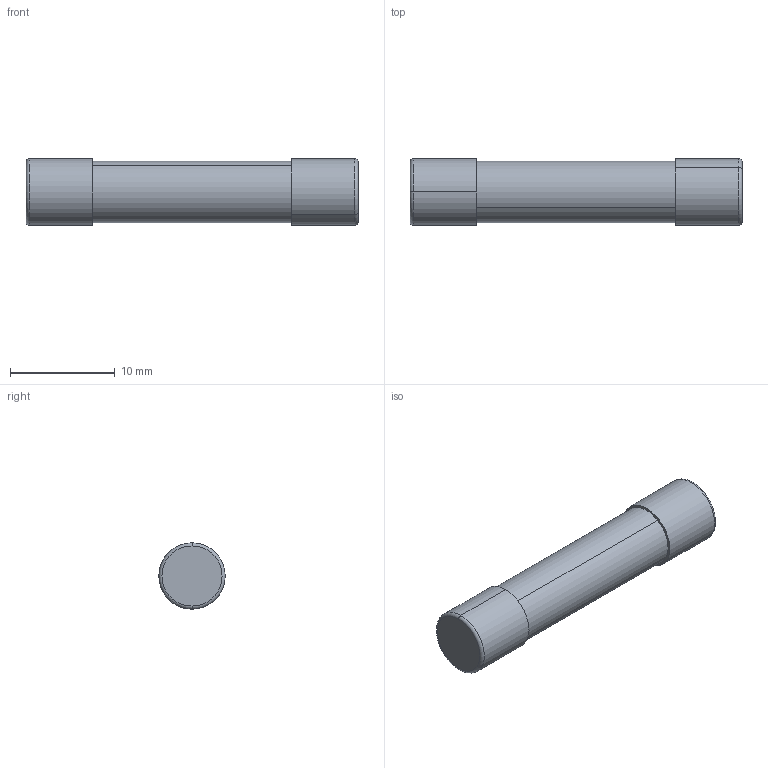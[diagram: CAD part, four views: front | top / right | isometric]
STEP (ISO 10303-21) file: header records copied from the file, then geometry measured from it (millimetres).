
FILE_DESCRIPTION (( 'STEP AP214' ), '1' );
FILE_NAME ('User Library-Fuse-2.STEP', '2021-08-18T11:10:23', ( '' ), ( '' ), 'SwSTEP 2.0', 'SolidWorks 2021', '' );
FILE_SCHEMA (( 'AUTOMOTIVE_DESIGN' ));
Length unit declared in the file: metre
Products named in the file (4): tube; cap; inners; User Library-Fuse-2
Assembly tree (4 placements, depth 2):
  User Library-Fuse-2
    cap  x2
    tube
    inners
Bounding box: 31.76 x 6.35 x 6.35 mm (x, y, z)
Volume: 244.1 mm3; surface area: 1945 mm2
Topology: 5 solids, 5 shells, 32 faces, 56 edges, 36 vertices
Faces by surface type: cylinder 14, plane 12, torus 4, bspline 2
Entity records: 6867 total; most frequent: CARTESIAN_POINT 6236, DIRECTION 122, ORIENTED_EDGE 80, AXIS2_PLACEMENT_3D 56, EDGE_CURVE 40, CIRCLE 28, EDGE_LOOP 26, VERTEX_POINT 26
